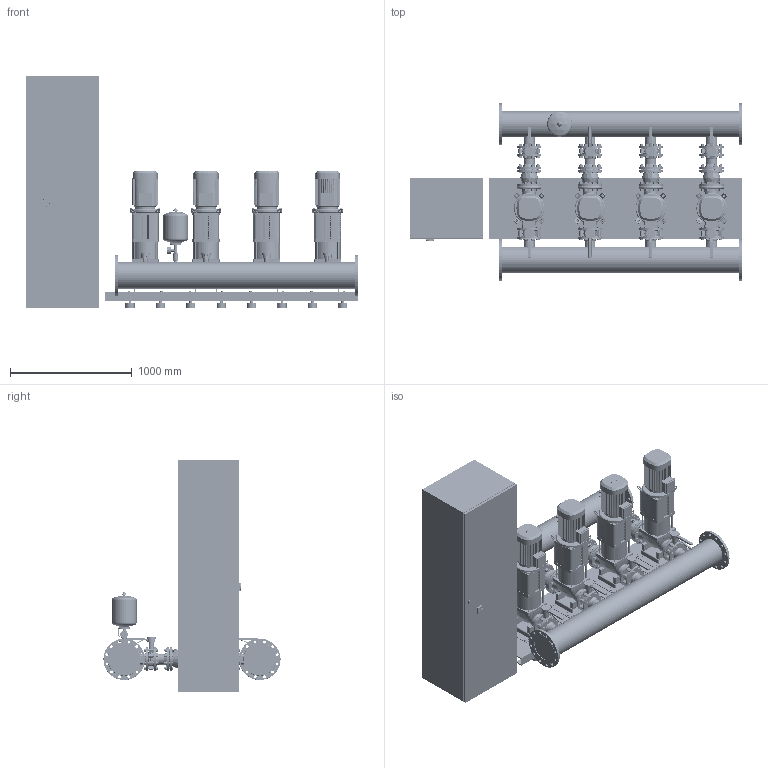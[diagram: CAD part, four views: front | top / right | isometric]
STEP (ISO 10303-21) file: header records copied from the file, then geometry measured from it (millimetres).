
FILE_DESCRIPTION((''),'2;1');
FILE_NAME('3d_CO-4HELIXV5202_2_K_CC-02-2530681.stp','2016-01-25T09:17:37',(''),(''),'Mechanical Desktop 2009','Mechanical Desktop 2009',', , ');
FILE_SCHEMA(('CONFIG_CONTROL_DESIGN'));
Length unit declared in the file: millimetre
Products named in the file (1): Product
Bounding box: 2730 x 1456 x 1900 mm (x, y, z)
Volume: 927690992.5 mm3; surface area: 26240369.2 mm2
Topology: 371 solids, 371 shells, 12245 faces, 30679 edges, 19789 vertices
Faces by surface type: bspline 5156, plane 3345, cylinder 2682, torus 628, cone 368, sphere 66
Entity records: 425678 total; most frequent: CARTESIAN_POINT 140468, ORIENTED_EDGE 61230, DIRECTION 54349, EDGE_CURVE 30615, VERTEX_POINT 19788, AXIS2_PLACEMENT_3D 18236, VECTOR 17877, LINE 17877
